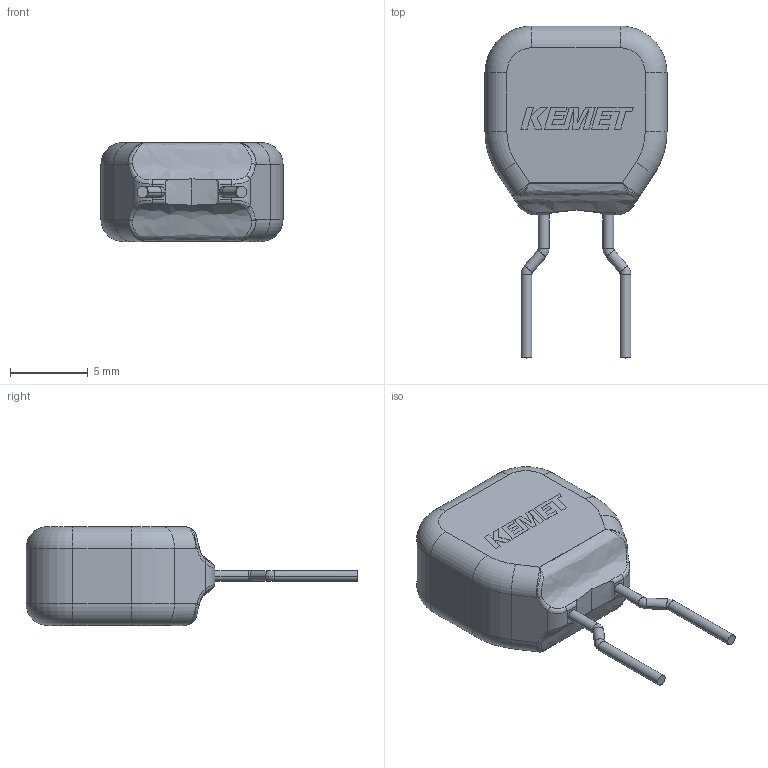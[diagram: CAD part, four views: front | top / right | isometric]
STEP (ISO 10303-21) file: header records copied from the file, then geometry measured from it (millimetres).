
FILE_DESCRIPTION (( 'STEP AP214' ), '1' );
FILE_NAME ('CTR_T368_W11.68H15.74T6.35S6.35LL5.56F0.69.STEP', '2017-12-05T23:25:41', ( '' ), ( '' ), 'SwSTEP 2.0', 'SolidWorks 2014', '' );
FILE_SCHEMA (( 'AUTOMOTIVE_DESIGN' ));
Length unit declared in the file: millimetre
Products named in the file (1): CTR_T368_W11.68H15.74T6.35S6.35LL5.56F0.69
Bounding box: 11.68 x 21.3 x 6.36 mm (x, y, z)
Volume: 754 mm3; surface area: 507.9 mm2
Topology: 4 solids, 4 shells, 142 faces, 346 edges, 212 vertices
Faces by surface type: plane 68, cylinder 34, bspline 24, torus 16
Entity records: 6401 total; most frequent: CARTESIAN_POINT 1573, ORIENTED_EDGE 692, DIRECTION 628, EDGE_CURVE 346, VECTOR 214, LINE 214, VERTEX_POINT 212, AXIS2_PLACEMENT_3D 207
